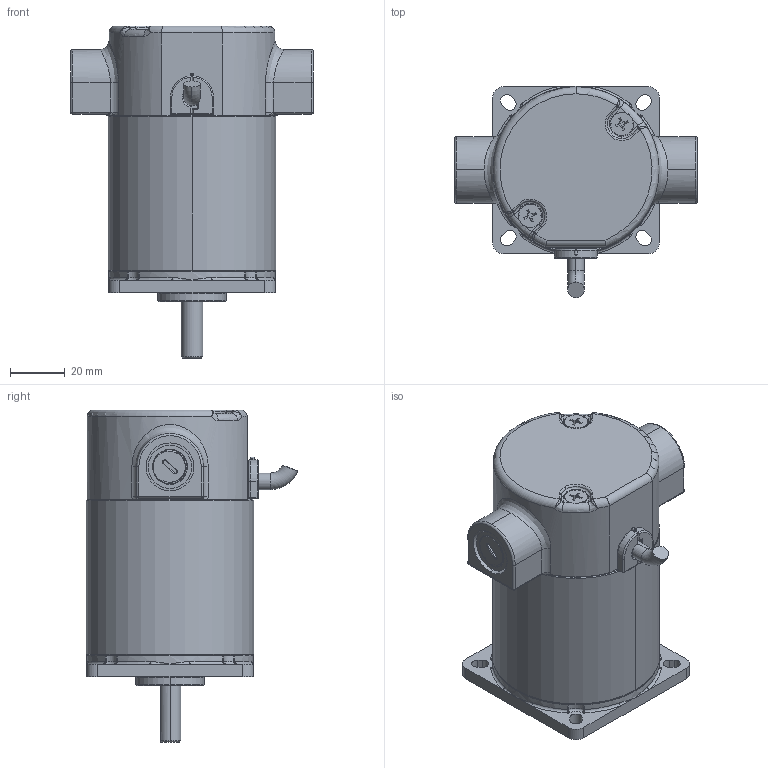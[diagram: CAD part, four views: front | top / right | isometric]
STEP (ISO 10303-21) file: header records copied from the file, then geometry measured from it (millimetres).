
FILE_DESCRIPTION (( 'STEP AP203' ), '1' );
FILE_NAME ('INFM0040.STEP', '2013-03-07T23:22:27', ( 'Admin' ), ( 'Bodine Electric Company' ), 'SwSTEP 2.0', 'SolidWorks 2012', '' );
FILE_SCHEMA (( 'CONFIG_CONTROL_DESIGN' ));
Length unit declared in the file: inch
Products named in the file (1): INFM0040
Bounding box: 88.9 x 77.46 x 121.67 mm (x, y, z)
Volume: 315937.8 mm3; surface area: 53537.4 mm2
Topology: 14 solids, 14 shells, 661 faces, 1603 edges, 953 vertices
Faces by surface type: cylinder 273, plane 177, torus 88, bspline 60, cone 35, sphere 28
Entity records: 24106 total; most frequent: CARTESIAN_POINT 9112, DIRECTION 3187, ORIENTED_EDGE 3142, EDGE_CURVE 1571, AXIS2_PLACEMENT_3D 1278, VERTEX_POINT 953, EDGE_LOOP 694, CIRCLE 676
